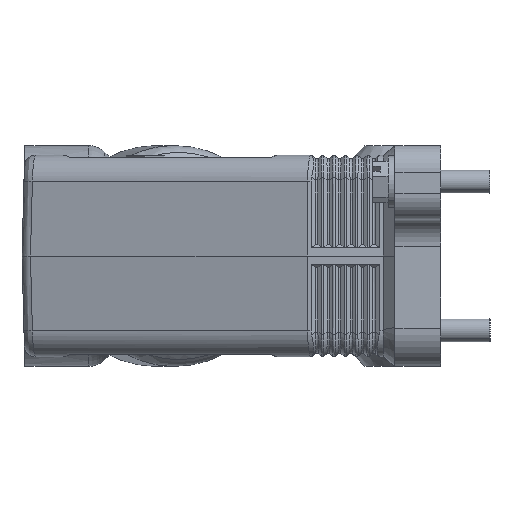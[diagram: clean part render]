
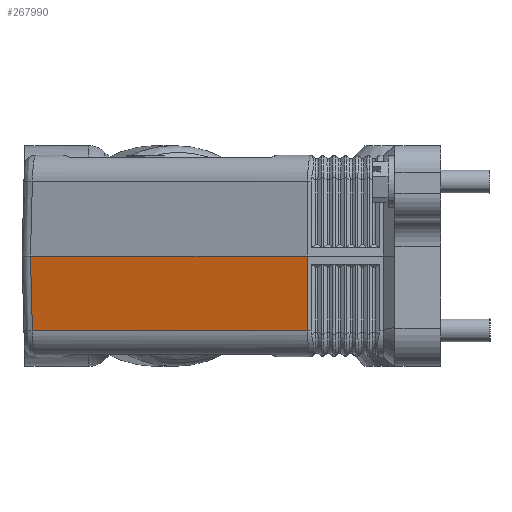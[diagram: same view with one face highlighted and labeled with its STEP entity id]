
A CAD part, left-side view. The second image highlights one B-rep face of the part: STEP entity #267990.
In plain terms, the highlighted planar face has unit normal (-0.966, 0.259, -0.026).
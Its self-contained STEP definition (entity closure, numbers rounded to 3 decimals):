
#71980=CARTESIAN_POINT('',(-92.114,104.071,13.));
#71990=VERTEX_POINT('',#71980);
#72020=CARTESIAN_POINT('',(-91.719,103.556,
-6.683));
#72030=CARTESIAN_POINT('',(-91.721,103.559,
-6.562));
#72040=CARTESIAN_POINT('',(-91.724,103.562,
-6.44));
#72050=CARTESIAN_POINT('',(-91.876,103.76,
1.121));
#72060=CARTESIAN_POINT('',(-92.025,103.955,
8.559));
#72070=CARTESIAN_POINT('',(-92.175,104.15,
15.998));
#72080=B_SPLINE_CURVE_WITH_KNOTS('',3,(#72020,#72030,#72040,#72050,
#72060,#72070),.UNSPECIFIED.,.F.,.F.,(4,2,4),(0.,0.365,
22.694),.UNSPECIFIED.);
#72090=CARTESIAN_POINT('',(-91.719,103.556,
-6.683));
#72100=VERTEX_POINT('',#72090);
#72110=EDGE_CURVE('',#72100,#71990,#72080,.T.);
#176030=CARTESIAN_POINT('',(-111.615,31.294,13.));
#176040=VERTEX_POINT('',#176030);
#267710=CARTESIAN_POINT('',(-90.861,106.118,
-12.991));
#267720=DIRECTION('',(0.966,-0.259,
0.026));
#267730=DIRECTION('',(0.259,0.966,0.));
#267740=AXIS2_PLACEMENT_3D('',#267710,#267720,#267730);
#267750=PLANE('',#267740);
#267760=ORIENTED_EDGE('',*,*,#72110,.F.);
#267770=CARTESIAN_POINT('',(-120.,0.,13.));
#267780=DIRECTION('',(-0.259,-0.966,0.));
#267790=VECTOR('',#267780,1.);
#267800=LINE('',#267770,#267790);
#267810=EDGE_CURVE('',#71990,#176040,#267800,.T.);
#267820=ORIENTED_EDGE('',*,*,#267810,.F.);
#267830=CARTESIAN_POINT('',(-112.296,31.384,39.));
#267840=DIRECTION('',(0.026,-0.003,
-1.));
#267850=VECTOR('',#267840,1.);
#267860=LINE('',#267830,#267850);
#267870=CARTESIAN_POINT('',(-111.1,31.226,
-6.683));
#267880=VERTEX_POINT('',#267870);
#267890=EDGE_CURVE('',#176040,#267880,#267860,.T.);
#267900=ORIENTED_EDGE('',*,*,#267890,.F.);
#267910=CARTESIAN_POINT('',(-118.981,1.811,
-6.683));
#267920=DIRECTION('',(0.259,0.966,0.));
#267930=VECTOR('',#267920,1.);
#267940=LINE('',#267910,#267930);
#267950=EDGE_CURVE('',#267880,#72100,#267940,.T.);
#267960=ORIENTED_EDGE('',*,*,#267950,.F.);
#267970=EDGE_LOOP('',(#267960,#267900,#267820,#267760));
#267980=FACE_OUTER_BOUND('',#267970,.T.);
#267990=ADVANCED_FACE('',(#267980),#267750,.F.);
